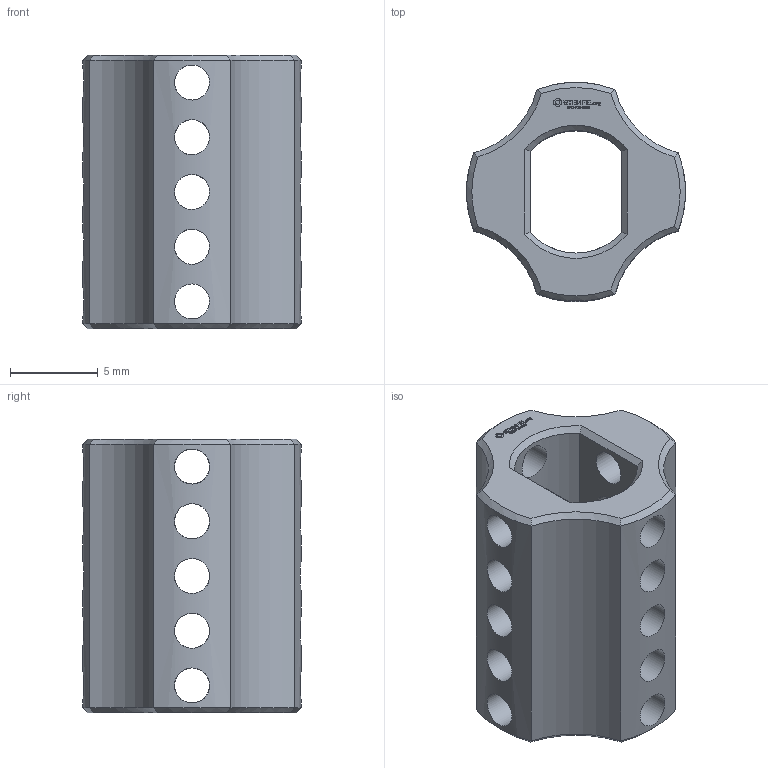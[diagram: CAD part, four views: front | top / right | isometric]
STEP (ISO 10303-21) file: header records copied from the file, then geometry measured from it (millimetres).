
FILE_DESCRIPTION(('FreeCAD Model'),'2;1');
FILE_NAME('Open CASCADE Shape Model','2024-06-15T23:56:18',(''),(''), 'Open CASCADE STEP processor 7.6','FreeCAD','Unknown');
FILE_SCHEMA(('AUTOMOTIVE_DESIGN { 1 0 10303 214 1 1 1 1 }'));
Length unit declared in the file: millimetre
Products named in the file (1): Power-Transmission Hub PLN IDX FXD BU01.25 - SPN-PTH-0005 
(stemfie.org)
Bounding box: 12.5 x 12.5 x 15.62 mm (x, y, z)
Volume: 927.7 mm3; surface area: 1348.5 mm2
Topology: 1 solids, 1 shells, 519 faces, 1441 edges, 956 vertices
Faces by surface type: plane 311, extrusion 158, cylinder 30, cone 20
Full cylindrical faces by diameter (mm): 2 x20
Entity records: 18099 total; most frequent: CARTESIAN_POINT 5325, ORIENTED_EDGE 2882, DIRECTION 2041, EDGE_CURVE 1441, VECTOR 1169, LINE 1011, VERTEX_POINT 956, FACE_BOUND 593
